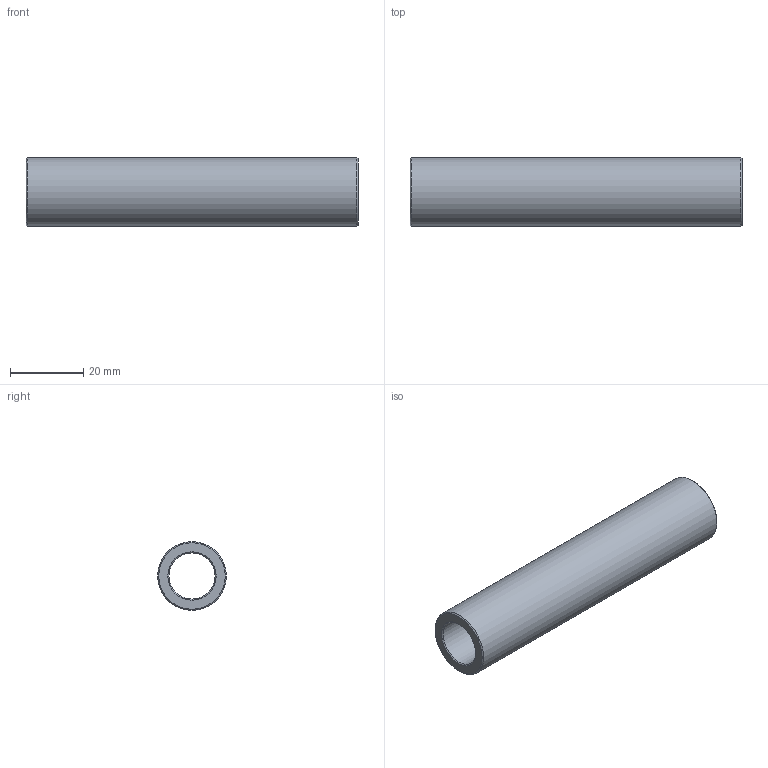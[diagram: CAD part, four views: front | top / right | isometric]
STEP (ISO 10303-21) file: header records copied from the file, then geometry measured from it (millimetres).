
FILE_DESCRIPTION(('FreeCAD Model'),'2;1');
FILE_NAME('Open CASCADE Shape Model','2024-03-27T15:32:58',(''),(''), 'Open CASCADE STEP processor 7.6','FreeCAD','Unknown');
FILE_SCHEMA(('AUTOMOTIVE_DESIGN { 1 0 10303 214 1 1 1 1 }'));
Length unit declared in the file: millimetre
Products named in the file (1): Spacer BUD FRE PLN BU01.50x07.25 - SPN-SPR-0244 (stemfie.org)
Bounding box: 90.62 x 18.75 x 18.75 mm (x, y, z)
Volume: 13714.2 mm3; surface area: 9194.3 mm2
Topology: 1 solids, 1 shells, 447 faces, 1232 edges, 820 vertices
Faces by surface type: plane 329, extrusion 112, cone 4, cylinder 2
Full cylindrical faces by diameter (mm): 12.6 x1, 18.75 x1
Entity records: 14172 total; most frequent: CARTESIAN_POINT 3172, ORIENTED_EDGE 2464, DIRECTION 1800, EDGE_CURVE 1232, VECTOR 1112, LINE 1000, VERTEX_POINT 820, FACE_BOUND 482
